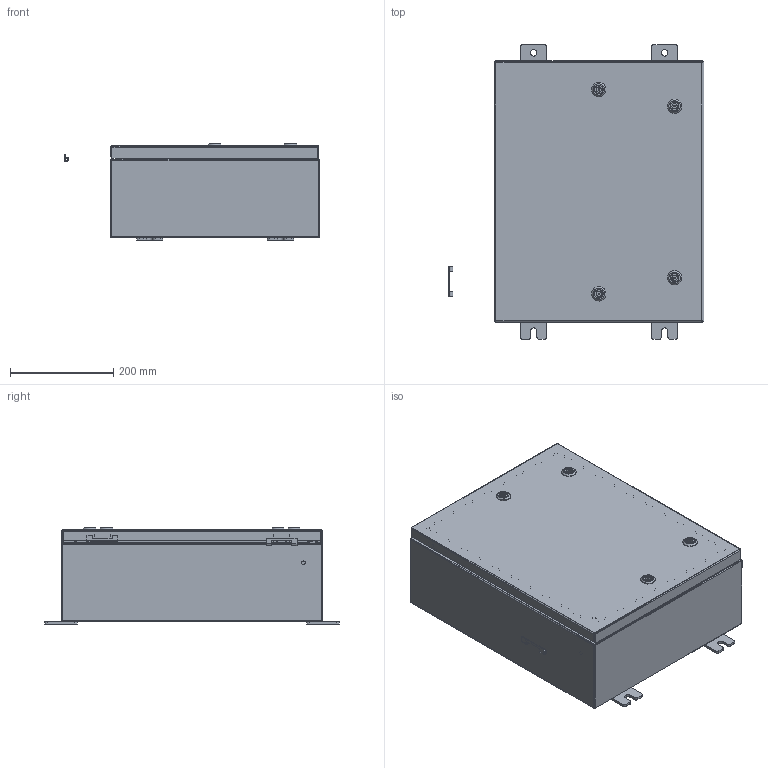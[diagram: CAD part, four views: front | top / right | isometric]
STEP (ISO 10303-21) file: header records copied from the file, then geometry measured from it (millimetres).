
FILE_DESCRIPTION (( 'STEP AP203' ), '1' );
FILE_NAME ('CHDSS201606WP.STEP', '2014-02-17T19:47:10', ( 'changeme' ), ( 'Microsoft' ), 'SwSTEP 2.0', 'SolidWorks 2013', '' );
FILE_SCHEMA (( 'CONFIG_CONTROL_DESIGN' ));
Length unit declared in the file: inch
Products named in the file (19): CHDSS201606WP Mounting Feet; Nut-211301-IB-Industrilas_Nut-211301-IB-Industrilas; CHDSS201606WP Cover; Quarter-20 CD Stud; Washer-221320-IB-Industrilas_Washer-221320-IB-Industrilas; CHDSS201606WP Body; Screw-221320-IB-Industrilas_Screw-221320-IB-Industrilas; CHDSS201606WP Bottom; Insert-221320-IB-Industrilas_Insert-221320-IB-Industrilas; CHDSS201606WP Top; HW-CLH-E5-8004_Cam-232112-U-Industrilas; Concealed Hinge (Cover Side); HW-CLH-R001-0500_2412-026240-2445-Industrilas; Concealed Hinge Assembly; CHDSS201606WP Backpanel; CHDSS201606WP; Concealed Hinge enclosure side; CHDSS201606WP Mounting Studs; Housing-211301-IB-Industrilas_Housing-211301-IB-Industrilas
Assembly tree (30 placements, depth 3):
  CHDSS201606WP
    CHDSS201606WP Backpanel
    CHDSS201606WP Mounting Studs  x4
    CHDSS201606WP Mounting Feet  x4
    Quarter-20 CD Stud  x2
    CHDSS201606WP Cover
    CHDSS201606WP Body
    CHDSS201606WP Bottom
    CHDSS201606WP Top
    Concealed Hinge Assembly  x2
      Concealed Hinge (Cover Side)
    Concealed Hinge enclosure side  x2
    HW-CLH-R001-0500_2412-026240-2445-Industrilas  x4
      Housing-211301-IB-Industrilas_Housing-211301-IB-Industrilas
      Nut-211301-IB-Industrilas_Nut-211301-IB-Industrilas
      Washer-221320-IB-Industrilas_Washer-221320-IB-Industrilas
      Screw-221320-IB-Industrilas_Screw-221320-IB-Industrilas
      Insert-221320-IB-Industrilas_Insert-221320-IB-Industrilas
      HW-CLH-E5-8004_Cam-232112-U-Industrilas
Bounding box: 496.01 x 571.5 x 186.84 mm (x, y, z)
Volume: 2059827.9 mm3; surface area: 2025251.7 mm2
Topology: 43 solids, 43 shells, 3794 faces, 9530 edges, 5836 vertices
Faces by surface type: cylinder 1186, plane 1164, bspline 844, cone 484, torus 88, sphere 28
Entity records: 62843 total; most frequent: CARTESIAN_POINT 34902, ORIENTED_EDGE 5806, DIRECTION 4763, EDGE_CURVE 2903, AXIS2_PLACEMENT_3D 1772, VERTEX_POINT 1763, VECTOR 1219, LINE 1219
